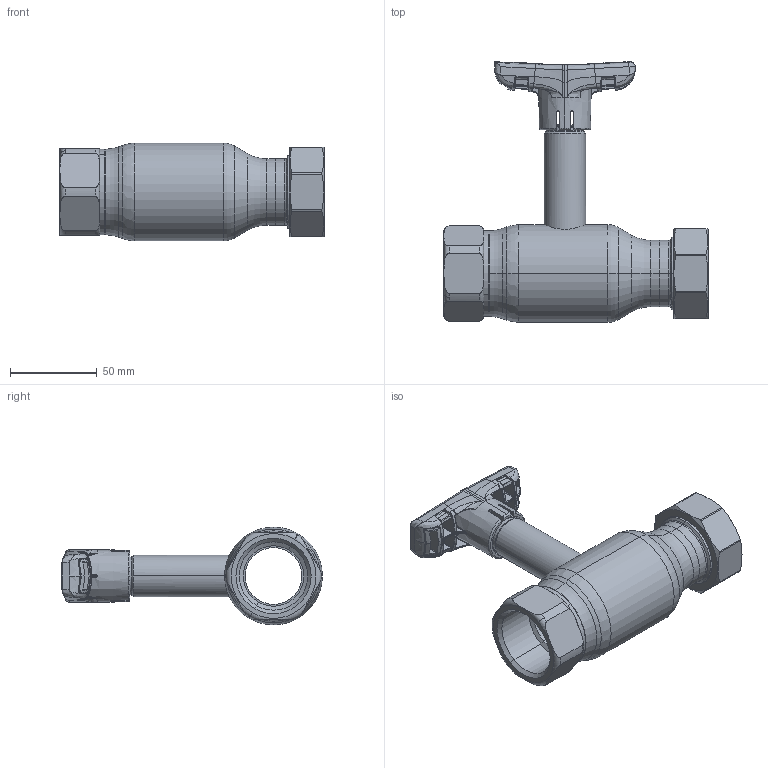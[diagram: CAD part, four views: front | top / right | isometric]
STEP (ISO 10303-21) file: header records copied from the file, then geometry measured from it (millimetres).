
FILE_DESCRIPTION (( 'STEP AP214' ), '1' );
FILE_NAME ('1032002201-1400.step', '2024-01-16T11:17:02', ( '' ), ( '' ), 'SwSTEP 2.0', 'SolidWorks 2021', '' );
FILE_SCHEMA (( 'AUTOMOTIVE_DESIGN' ));
Length unit declared in the file: millimetre
Products named in the file (1): 1032002201-1400
Bounding box: 152.8 x 150.78 x 56.5 mm (x, y, z)
Surface area: 56532.9 mm2 (no closed solid volume)
Topology: 0 solids, 8 shells, 608 faces, 1917 edges, 1225 vertices
Faces by surface type: bspline 414, cylinder 65, plane 61, cone 32, torus 30, sphere 6
Entity records: 53994 total; most frequent: CARTESIAN_POINT 34650, ORIENTED_EDGE 3156, EDGE_CURVE 1905, DIRECTION 1439, B_SPLINE_CURVE_WITH_KNOTS 1277, VERTEX_POINT 1222, EDGE_LOOP 620, AXIS2_PLACEMENT_3D 618
